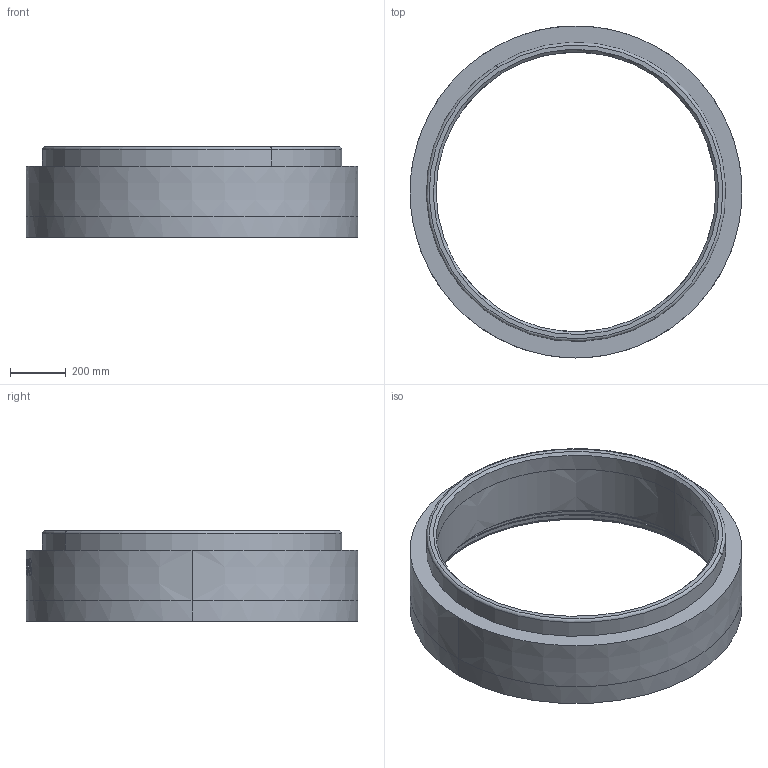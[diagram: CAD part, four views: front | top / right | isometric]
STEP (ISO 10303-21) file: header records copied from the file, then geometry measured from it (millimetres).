
FILE_DESCRIPTION (( 'STEP AP203' ), '1' );
FILE_NAME ('Rudus 2110023 EK-kaivonrengas 1000x250.step', '2020-02-27T07:55:09', ( '' ), ( '' ), 'SwSTEP 2.0', 'SolidWorks 2019', '' );
FILE_SCHEMA (( 'CONFIG_CONTROL_DESIGN' ));
Length unit declared in the file: millimetre
Products named in the file (2): Rudus 2110023 EK-kaivonrengas 1000x250; EK-osa-kaivorunko_EK-kaivonrengas
Assembly tree (1 placements, depth 2):
  Rudus 2110023 EK-kaivonrengas 1000x250
    EK-osa-kaivorunko_EK-kaivonrengas
Bounding box: 1186 x 1186 x 324 mm (x, y, z)
Volume: 78578331.1 mm3; surface area: 2827854.8 mm2
Topology: 1 solids, 1 shells, 107 faces, 360 edges, 266 vertices
Faces by surface type: bspline 77, cylinder 12, plane 10, torus 6, cone 2
Entity records: 22346 total; most frequent: CARTESIAN_POINT 19516, ORIENTED_EDGE 720, EDGE_CURVE 360, DIRECTION 316, VERTEX_POINT 266, B_SPLINE_CURVE_WITH_KNOTS 228, AXIS2_PLACEMENT_3D 150, EDGE_LOOP 120
